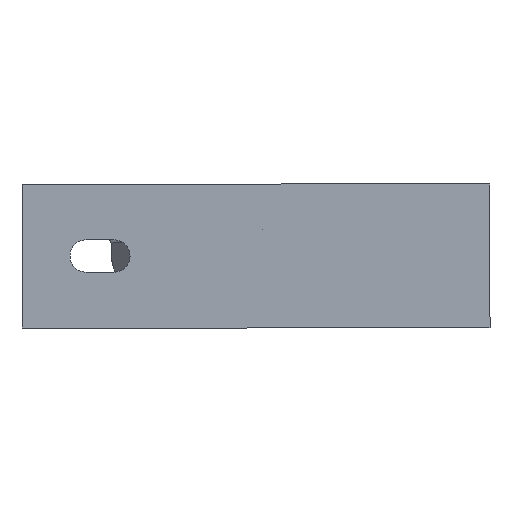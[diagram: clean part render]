
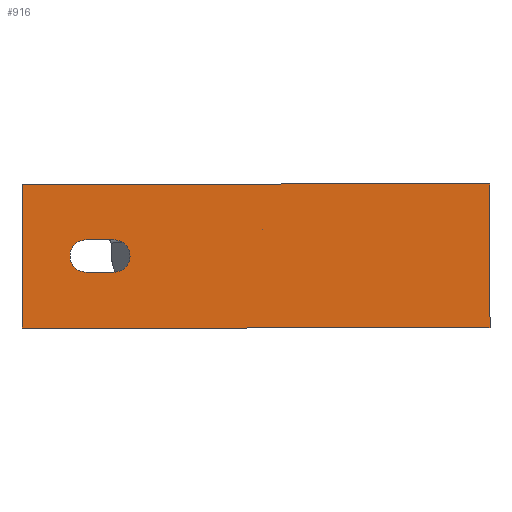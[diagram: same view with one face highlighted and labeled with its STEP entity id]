
A CAD part, left-side view. The second image highlights one B-rep face of the part: STEP entity #916.
In plain terms, the highlighted face is planar.
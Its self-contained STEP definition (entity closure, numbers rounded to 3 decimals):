
#22 = DIRECTION ( 'NONE',  ( 0., 0., 1. ) ) ;
#34 = VERTEX_POINT ( 'NONE', #1774 ) ;
#43 = ORIENTED_EDGE ( 'NONE', *, *, #1379, .F. ) ;
#96 = LINE ( 'NONE', #2149, #1817 ) ;
#100 = VECTOR ( 'NONE', #2288, 1000. ) ;
#107 = LINE ( 'NONE', #1287, #2313 ) ;
#110 = DIRECTION ( 'NONE',  ( 0., 0., -1. ) ) ;
#117 = VERTEX_POINT ( 'NONE', #2399 ) ;
#278 = DIRECTION ( 'NONE',  ( 1., 0., 0. ) ) ;
#325 = ORIENTED_EDGE ( 'NONE', *, *, #1793, .F. ) ;
#338 = DIRECTION ( 'NONE',  ( 1., 0., 0. ) ) ;
#405 = AXIS2_PLACEMENT_3D ( 'NONE', #1665, #2076, #278 ) ;
#478 = PLANE ( 'NONE',  #1983 ) ;
#492 = LINE ( 'NONE', #1101, #2059 ) ;
#569 = CARTESIAN_POINT ( 'NONE',  ( 60., -195., -12. ) ) ;
#643 = ORIENTED_EDGE ( 'NONE', *, *, #1905, .F. ) ;
#644 = CARTESIAN_POINT ( 'NONE',  ( 36.75, -38.25, -12. ) ) ;
#667 = FACE_OUTER_BOUND ( 'NONE', #2552, .T. ) ;
#813 = EDGE_CURVE ( 'NONE', #117, #1316, #1954, .T. ) ;
#847 = VERTEX_POINT ( 'NONE', #853 ) ;
#853 = CARTESIAN_POINT ( 'NONE',  ( 60., 0., -12. ) ) ;
#916 = ADVANCED_FACE ( 'NONE', ( #1666, #667 ), #478, .F. ) ;
#924 = VERTEX_POINT ( 'NONE', #2231 ) ;
#948 = EDGE_CURVE ( 'NONE', #2202, #847, #492, .T. ) ;
#963 = EDGE_CURVE ( 'NONE', #847, #2095, #107, .T. ) ;
#985 = VECTOR ( 'NONE', #2214, 1000. ) ;
#1025 = ORIENTED_EDGE ( 'NONE', *, *, #2290, .F. ) ;
#1096 = VERTEX_POINT ( 'NONE', #2177 ) ;
#1101 = CARTESIAN_POINT ( 'NONE',  ( 60., 0., -12. ) ) ;
#1157 = CIRCLE ( 'NONE', #405, 6.75 ) ;
#1237 = CARTESIAN_POINT ( 'NONE',  ( 0., -195., -12. ) ) ;
#1250 = ORIENTED_EDGE ( 'NONE', *, *, #948, .F. ) ;
#1287 = CARTESIAN_POINT ( 'NONE',  ( 0., 0., -12. ) ) ;
#1301 = CARTESIAN_POINT ( 'NONE',  ( 30., -38.25, -12. ) ) ;
#1316 = VERTEX_POINT ( 'NONE', #644 ) ;
#1378 = EDGE_CURVE ( 'NONE', #2095, #924, #96, .T. ) ;
#1379 = EDGE_CURVE ( 'NONE', #1316, #1096, #1898, .T. ) ;
#1426 = CARTESIAN_POINT ( 'NONE',  ( 0., 0., -12. ) ) ;
#1513 = EDGE_LOOP ( 'NONE', ( #1614, #1025, #325, #43 ) ) ;
#1539 = DIRECTION ( 'NONE',  ( -1., 0., 0. ) ) ;
#1614 = ORIENTED_EDGE ( 'NONE', *, *, #813, .F. ) ;
#1665 = CARTESIAN_POINT ( 'NONE',  ( 30., -26.75, -12. ) ) ;
#1666 = FACE_BOUND ( 'NONE', #1513, .T. ) ;
#1733 = AXIS2_PLACEMENT_3D ( 'NONE', #1301, #110, #338 ) ;
#1774 = CARTESIAN_POINT ( 'NONE',  ( 23.25, -26.75, -12. ) ) ;
#1780 = CARTESIAN_POINT ( 'NONE',  ( 23.25, -26.75, -12. ) ) ;
#1793 = EDGE_CURVE ( 'NONE', #1096, #34, #2222, .T. ) ;
#1817 = VECTOR ( 'NONE', #1907, 1000. ) ;
#1857 = ORIENTED_EDGE ( 'NONE', *, *, #1378, .F. ) ;
#1888 = DIRECTION ( 'NONE',  ( 0., 1., 0. ) ) ;
#1898 = CIRCLE ( 'NONE', #1733, 6.75 ) ;
#1905 = EDGE_CURVE ( 'NONE', #924, #2202, #2465, .T. ) ;
#1907 = DIRECTION ( 'NONE',  ( 0., -1., 0. ) ) ;
#1953 = CARTESIAN_POINT ( 'NONE',  ( 0., 0., -12. ) ) ;
#1954 = LINE ( 'NONE', #2354, #2471 ) ;
#1983 = AXIS2_PLACEMENT_3D ( 'NONE', #1426, #22, #2473 ) ;
#2059 = VECTOR ( 'NONE', #1888, 1000. ) ;
#2076 = DIRECTION ( 'NONE',  ( 0., 0., -1. ) ) ;
#2095 = VERTEX_POINT ( 'NONE', #1953 ) ;
#2149 = CARTESIAN_POINT ( 'NONE',  ( 0., 0., -12. ) ) ;
#2165 = DIRECTION ( 'NONE',  ( 0., -1., 0. ) ) ;
#2177 = CARTESIAN_POINT ( 'NONE',  ( 23.25, -38.25, -12. ) ) ;
#2202 = VERTEX_POINT ( 'NONE', #569 ) ;
#2214 = DIRECTION ( 'NONE',  ( 0., 1., 0. ) ) ;
#2222 = LINE ( 'NONE', #1780, #985 ) ;
#2231 = CARTESIAN_POINT ( 'NONE',  ( 0., -195., -12. ) ) ;
#2288 = DIRECTION ( 'NONE',  ( 1., 0., 0. ) ) ;
#2290 = EDGE_CURVE ( 'NONE', #34, #117, #1157, .T. ) ;
#2313 = VECTOR ( 'NONE', #1539, 1000. ) ;
#2343 = ORIENTED_EDGE ( 'NONE', *, *, #963, .F. ) ;
#2354 = CARTESIAN_POINT ( 'NONE',  ( 36.75, -26.75, -12. ) ) ;
#2399 = CARTESIAN_POINT ( 'NONE',  ( 36.75, -26.75, -12. ) ) ;
#2465 = LINE ( 'NONE', #1237, #100 ) ;
#2471 = VECTOR ( 'NONE', #2165, 1000. ) ;
#2473 = DIRECTION ( 'NONE',  ( 1., 0., 0. ) ) ;
#2552 = EDGE_LOOP ( 'NONE', ( #1857, #2343, #1250, #643 ) ) ;
